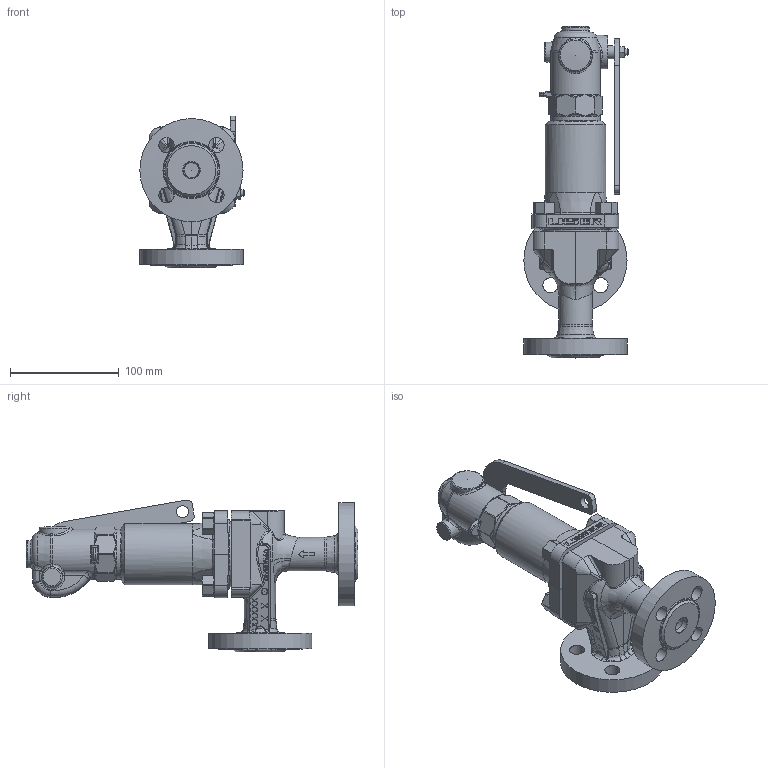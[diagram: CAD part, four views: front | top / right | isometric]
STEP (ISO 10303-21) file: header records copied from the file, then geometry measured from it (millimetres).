
FILE_DESCRIPTION(/* description */ (''),/* implementation_level */ '2;1');
FILE_NAME(/* name */ 'AT4576_105848.step',/* time_stamp */ '2025-08-06T14:56:14+02:00',/* author */ (''),/* organization */ (''),/* preprocessor_version */ 'ST-DEVELOPER v20.1',/* originating_system */ 'Autodesk Translation Framework v14.10.0.0',/* authorisation */ '');
FILE_SCHEMA (('AUTOMOTIVE_DESIGN { 1 0 10303 214 3 1 1 }'));
Products named in the file (9): 10000476059_G3D_000_ASM; 10000476060_G3D_000; 10000476061_G3D_000; 10000475868_G3D_000_ASM; 10000475869_G3D_000; 10000475870_G3D_000; 10000475871_G3D_000; 10000475872_G3D_000; 10000475987_G3D_000
Assembly tree (11 placements, depth 3):
  10000476059_G3D_000_ASM
    10000476060_G3D_000
    10000476061_G3D_000
    10000475868_G3D_000_ASM
      10000475869_G3D_000
      10000475870_G3D_000
      10000475871_G3D_000
      10000475872_G3D_000
    10000475987_G3D_000  x4
Bounding box: 96 x 305.5 x 139.79 mm (x, y, z)
Volume: 622107.1 mm3; surface area: 179870.9 mm2
Topology: 10 solids, 10 shells, 1844 faces, 4838 edges, 3077 vertices
Faces by surface type: plane 1168, bspline 301, cylinder 187, cone 121, torus 43, sphere 24
Full cylindrical faces by diameter (mm): 6 x3, 8 x1, 8.1 x1, 11 x1, 11.25 x4, 12 x7, 12.3 x2, 13.5 x1, 14 x12, 15 x5, 16 x1, 16.5 x1, 17 x1, 18 x2, 19 x2, 25 x1, 31 x1, 33 x2, 33.5 x1, 38 x1, 46 x3, 48 x1, 51 x1, 54 x1, 56 x1, 60 x2, 95 x2
Entity records: 88401 total; most frequent: CARTESIAN_POINT 46835, ORIENTED_EDGE 9282, DIRECTION 7589, EDGE_CURVE 4641, VERTEX_POINT 2963, LINE 2941, VECTOR 2941, AXIS2_PLACEMENT_3D 2324
